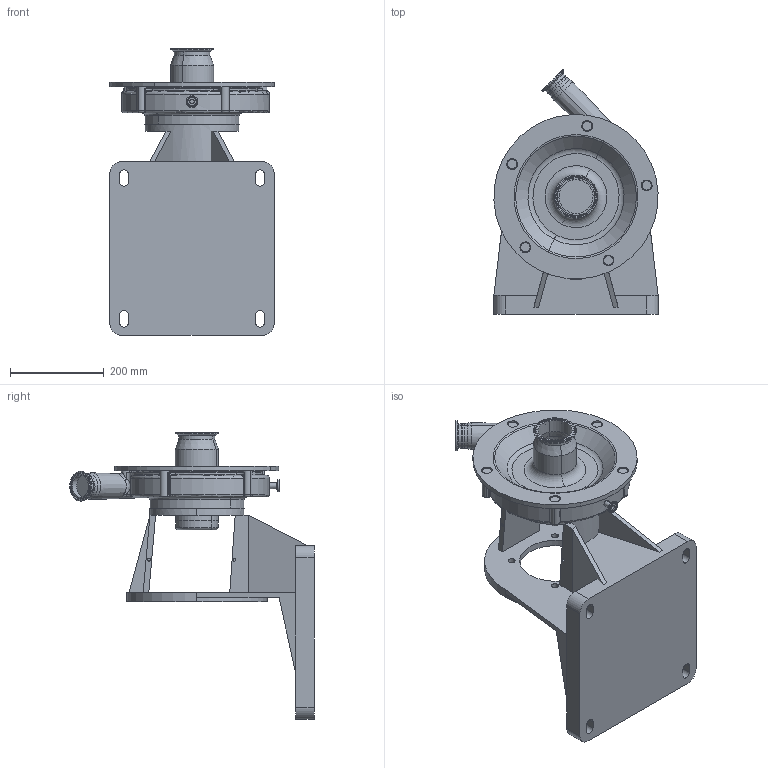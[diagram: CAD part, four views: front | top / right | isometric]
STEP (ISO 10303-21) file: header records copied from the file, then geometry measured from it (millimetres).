
FILE_DESCRIPTION (( 'STEP AP214' ), '1' );
FILE_NAME ('FP 3452 250TC 45L 1-2 IN STR DRAIN.STEP', '2023-04-27T15:39:22', ( '' ), ( '' ), 'SwSTEP 2.0', 'SolidWorks 2023', '' );
FILE_SCHEMA (( 'AUTOMOTIVE_DESIGN' ));
Length unit declared in the file: millimetre
Products named in the file (1): FP 3452 250TC 45L 1-2 IN STR DRAIN
Bounding box: 350 x 520.82 x 610.5 mm (x, y, z)
Volume: 14854563.1 mm3; surface area: 1092940.7 mm2
Topology: 1 solids, 2 shells, 391 faces, 945 edges, 568 vertices
Faces by surface type: cylinder 136, torus 96, plane 94, bspline 32, cone 29, sphere 4
Entity records: 14376 total; most frequent: CARTESIAN_POINT 5146, DIRECTION 2072, ORIENTED_EDGE 1872, EDGE_CURVE 936, AXIS2_PLACEMENT_3D 886, VERTEX_POINT 568, CIRCLE 526, EDGE_LOOP 442
